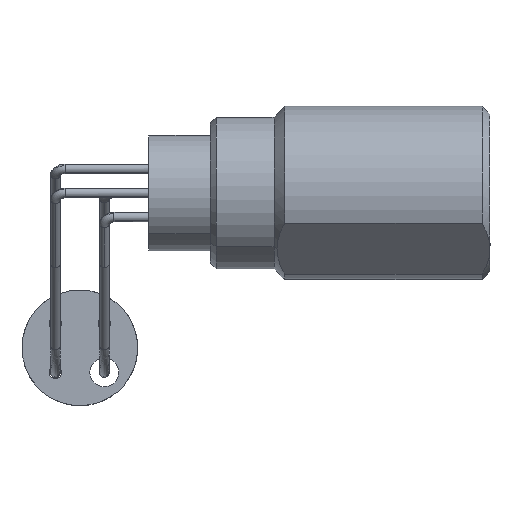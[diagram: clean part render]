
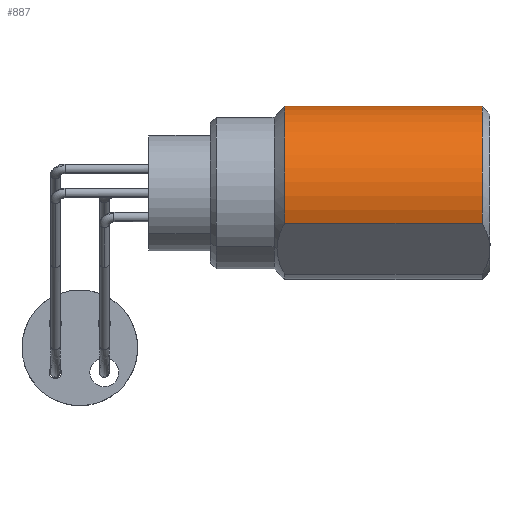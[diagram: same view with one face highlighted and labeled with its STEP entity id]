
A CAD part, top view. The second image highlights one B-rep face of the part: STEP entity #887.
In plain terms, the highlighted cylindrical face has radius 4.5 mm (diameter 9 mm), a partial arc.
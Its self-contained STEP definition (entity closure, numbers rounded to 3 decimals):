
#642=CARTESIAN_POINT('',(10.62,6.412,23.411));
#643=VERTEX_POINT('',#642);
#657=CARTESIAN_POINT('',(10.62,12.211,17.612));
#658=VERTEX_POINT('',#657);
#659=CARTESIAN_POINT('',(10.62,8.,19.2));
#660=DIRECTION('',(1.0,0.,0.));
#661=DIRECTION('',(0.,0.707,-0.707));
#662=AXIS2_PLACEMENT_3D('',#659,#660,#661);
#663=CIRCLE('',#662,4.5);
#664=EDGE_CURVE('',#658,#643,#663,.T.);
#731=CARTESIAN_POINT('',(20.87,6.412,23.411));
#732=VERTEX_POINT('',#731);
#748=CARTESIAN_POINT('',(10.62,6.412,23.411));
#749=DIRECTION('',(1.0,0.0,0.0));
#750=VECTOR('',#749,10.25);
#751=LINE('',#748,#750);
#752=EDGE_CURVE('',#643,#732,#751,.T.);
#810=CARTESIAN_POINT('',(20.87,12.211,17.612));
#811=VERTEX_POINT('',#810);
#812=CARTESIAN_POINT('',(20.87,12.211,17.612));
#813=DIRECTION('',(-1.0,0.0,0.0));
#814=VECTOR('',#813,10.25);
#815=LINE('',#812,#814);
#816=EDGE_CURVE('',#811,#658,#815,.T.);
#870=CARTESIAN_POINT('',(10.108,8.,19.2));
#871=DIRECTION('',(1.0,0.,0.));
#872=DIRECTION('',(0.,0.707,-0.707));
#873=AXIS2_PLACEMENT_3D('',#870,#871,#872);
#874=CYLINDRICAL_SURFACE('',#873,4.5);
#875=ORIENTED_EDGE('',*,*,#752,.T.);
#876=CARTESIAN_POINT('',(20.87,8.0,19.2));
#877=DIRECTION('',(1.0,0.,0.));
#878=DIRECTION('',(0.,0.707,-0.707));
#879=AXIS2_PLACEMENT_3D('',#876,#877,#878);
#880=CIRCLE('',#879,4.5);
#881=EDGE_CURVE('',#811,#732,#880,.T.);
#882=ORIENTED_EDGE('',*,*,#881,.F.);
#883=ORIENTED_EDGE('',*,*,#816,.T.);
#884=ORIENTED_EDGE('',*,*,#664,.T.);
#885=EDGE_LOOP('',(#875,#882,#883,#884));
#886=FACE_OUTER_BOUND('',#885,.T.);
#887=ADVANCED_FACE('',(#886),#874,.T.);
